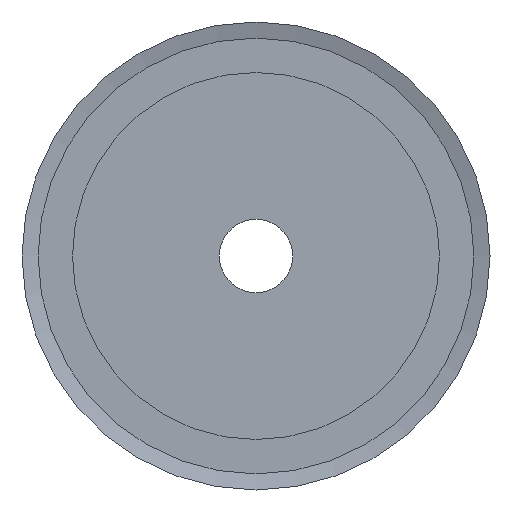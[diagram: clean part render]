
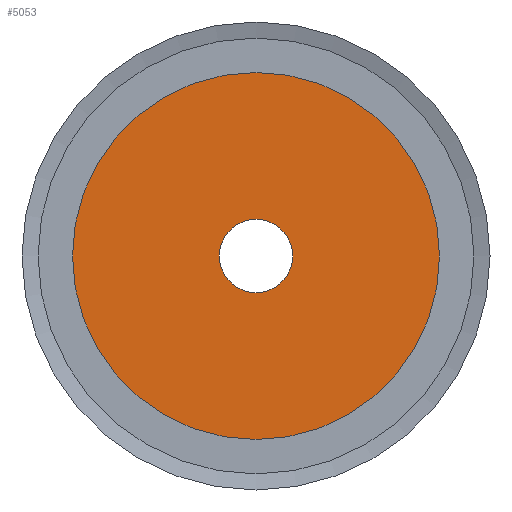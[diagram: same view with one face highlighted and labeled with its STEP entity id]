
A CAD part, left-side view. The second image highlights one B-rep face of the part: STEP entity #5053.
In plain terms, the highlighted planar face has unit normal (-1, 0, 0).
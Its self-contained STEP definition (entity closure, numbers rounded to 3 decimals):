
#1363=VERTEX_POINT('',#8168);
#1364=VERTEX_POINT('',#8170);
#1822=CIRCLE('',#5521,20.);
#1823=CIRCLE('',#5522,4.);
#2289=EDGE_CURVE('',#1363,#1363,#1822,.T.);
#2290=EDGE_CURVE('',#1364,#1364,#1823,.T.);
#3124=ORIENTED_EDGE('',*,*,#2289,.F.);
#3125=ORIENTED_EDGE('',*,*,#2290,.T.);
#4482=EDGE_LOOP('',(#3124));
#4483=EDGE_LOOP('',(#3125));
#4769=FACE_BOUND('',#4482,.T.);
#4770=FACE_BOUND('',#4483,.T.);
#5053=ADVANCED_FACE('',(#4769,#4770),#9236,.F.);
#5520=AXIS2_PLACEMENT_3D('',#8166,#6435,$);
#5521=AXIS2_PLACEMENT_3D('',#8167,#6436,#6437);
#5522=AXIS2_PLACEMENT_3D('',#8169,#6438,#6439);
#6435=DIRECTION('',(1.,0.,0.));
#6436=DIRECTION('',(1.,0.,0.));
#6437=DIRECTION('',(0.,0.,-20.));
#6438=DIRECTION('',(1.,0.,0.));
#6439=DIRECTION('',(0.,0.,-4.));
#8166=CARTESIAN_POINT('',(0.,0.,0.));
#8167=CARTESIAN_POINT('',(0.,0.,0.));
#8168=CARTESIAN_POINT('',(0.,0.,-20.));
#8169=CARTESIAN_POINT('',(0.,0.,0.));
#8170=CARTESIAN_POINT('',(0.,0.,-4.));
#9236=PLANE('',#5520);
